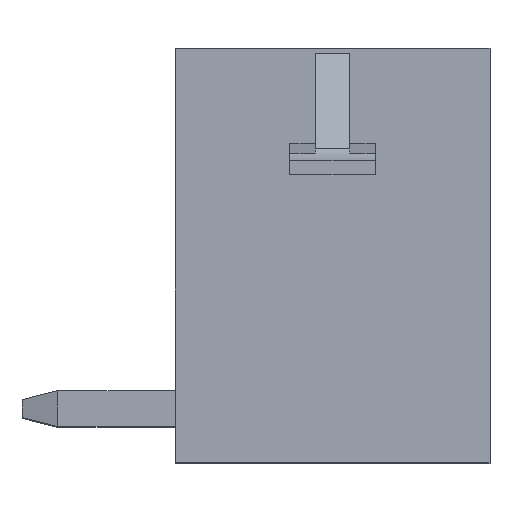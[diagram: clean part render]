
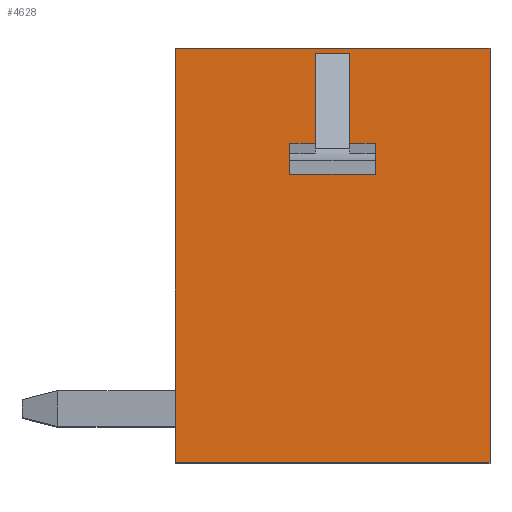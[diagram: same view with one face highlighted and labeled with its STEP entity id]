
A CAD part, top view. The second image highlights one B-rep face of the part: STEP entity #4628.
In plain terms, the highlighted planar face has unit normal (0, 0, 1).
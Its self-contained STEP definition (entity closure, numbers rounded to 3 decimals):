
#984=DIRECTION('',(1.,0.,0.));
#985=VECTOR('',#984,7.);
#986=CARTESIAN_POINT('',(-3.6,-3.853,0.));
#987=LINE('',#986,#985);
#988=DIRECTION('',(0.,-1.,0.));
#989=VECTOR('',#988,9.2);
#990=CARTESIAN_POINT('',(-3.6,5.347,0.));
#991=LINE('',#990,#989);
#992=DIRECTION('',(-1.,0.,0.));
#993=VECTOR('',#992,7.);
#994=CARTESIAN_POINT('',(3.4,5.347,0.));
#995=LINE('',#994,#993);
#996=DIRECTION('',(0.,1.,0.));
#997=VECTOR('',#996,9.2);
#998=CARTESIAN_POINT('',(3.4,-3.853,0.));
#999=LINE('',#998,#997);
#1000=DIRECTION('',(0.,1.,0.));
#1001=VECTOR('',#1000,0.495);
#1002=CARTESIAN_POINT('',(0.85,2.747,0.));
#1003=LINE('',#1002,#1001);
#1004=DIRECTION('',(-1.,0.,0.));
#1005=VECTOR('',#1004,0.76);
#1006=CARTESIAN_POINT('',(0.28,5.244,0.));
#1007=LINE('',#1006,#1005);
#1008=DIRECTION('',(1.,0.,0.));
#1009=VECTOR('',#1008,0.57);
#1010=CARTESIAN_POINT('',(-1.05,3.242,0.));
#1011=LINE('',#1010,#1009);
#1012=DIRECTION('',(0.,1.,0.));
#1013=VECTOR('',#1012,0.495);
#1014=CARTESIAN_POINT('',(-1.05,2.747,0.));
#1015=LINE('',#1014,#1013);
#1016=DIRECTION('',(-1.,0.,0.));
#1017=VECTOR('',#1016,1.9);
#1018=CARTESIAN_POINT('',(0.85,2.747,0.));
#1019=LINE('',#1018,#1017);
#1041=DIRECTION('',(-1.,0.,0.));
#1042=VECTOR('',#1041,0.57);
#1043=CARTESIAN_POINT('',(0.85,3.242,0.));
#1044=LINE('',#1043,#1042);
#1045=DIRECTION('',(0.,-1.,0.));
#1046=VECTOR('',#1045,2.002);
#1047=CARTESIAN_POINT('',(0.28,5.244,0.));
#1048=LINE('',#1047,#1046);
#1112=DIRECTION('',(0.,1.,0.));
#1113=VECTOR('',#1112,2.002);
#1114=CARTESIAN_POINT('',(-0.48,3.242,0.));
#1115=LINE('',#1114,#1113);
#2729=CARTESIAN_POINT('',(-3.6,-3.853,0.));
#2730=CARTESIAN_POINT('',(3.4,-3.853,0.));
#2731=VERTEX_POINT('',#2729);
#2732=VERTEX_POINT('',#2730);
#2733=CARTESIAN_POINT('',(3.4,5.347,0.));
#2734=VERTEX_POINT('',#2733);
#2735=CARTESIAN_POINT('',(-3.6,5.347,0.));
#2736=VERTEX_POINT('',#2735);
#3513=CARTESIAN_POINT('',(0.85,2.747,0.));
#3514=VERTEX_POINT('',#3513);
#3515=CARTESIAN_POINT('',(-1.05,2.747,0.));
#3516=VERTEX_POINT('',#3515);
#3518=CARTESIAN_POINT('',(-0.48,3.242,0.));
#3520=VERTEX_POINT('',#3518);
#3521=CARTESIAN_POINT('',(-0.48,5.244,0.));
#3522=VERTEX_POINT('',#3521);
#3523=CARTESIAN_POINT('',(-1.05,3.242,0.));
#3524=VERTEX_POINT('',#3523);
#3529=CARTESIAN_POINT('',(0.28,5.244,0.));
#3530=CARTESIAN_POINT('',(0.28,3.242,0.));
#3531=VERTEX_POINT('',#3529);
#3532=VERTEX_POINT('',#3530);
#3535=CARTESIAN_POINT('',(0.85,3.242,0.));
#3536=VERTEX_POINT('',#3535);
#4599=CARTESIAN_POINT('',(0.,0.,0.));
#4600=DIRECTION('',(0.,0.,1.));
#4601=DIRECTION('',(1.,0.,0.));
#4602=AXIS2_PLACEMENT_3D('',#4599,#4600,#4601);
#4603=PLANE('',#4602);
#4604=ORIENTED_EDGE('',*,*,#4268,.F.);
#4605=ORIENTED_EDGE('',*,*,#4135,.F.);
#4606=ORIENTED_EDGE('',*,*,#3884,.F.);
#4607=ORIENTED_EDGE('',*,*,#4366,.F.);
#4608=EDGE_LOOP('',(#4604,#4605,#4606,#4607));
#4609=FACE_OUTER_BOUND('',#4608,.F.);
#4611=ORIENTED_EDGE('',*,*,#4610,.T.);
#4613=ORIENTED_EDGE('',*,*,#4612,.T.);
#4615=ORIENTED_EDGE('',*,*,#4614,.F.);
#4617=ORIENTED_EDGE('',*,*,#4616,.T.);
#4619=ORIENTED_EDGE('',*,*,#4618,.F.);
#4621=ORIENTED_EDGE('',*,*,#4620,.F.);
#4623=ORIENTED_EDGE('',*,*,#4622,.F.);
#4625=ORIENTED_EDGE('',*,*,#4624,.F.);
#4626=EDGE_LOOP('',(#4611,#4613,#4615,#4617,#4619,#4621,#4623,#4625));
#4627=FACE_BOUND('',#4626,.F.);
#3884=EDGE_CURVE('',#2734,#2736,#995,.T.);
#4135=EDGE_CURVE('',#2736,#2731,#991,.T.);
#4268=EDGE_CURVE('',#2731,#2732,#987,.T.);
#4366=EDGE_CURVE('',#2732,#2734,#999,.T.);
#4610=EDGE_CURVE('',#3514,#3536,#1003,.T.);
#4612=EDGE_CURVE('',#3536,#3532,#1044,.T.);
#4614=EDGE_CURVE('',#3531,#3532,#1048,.T.);
#4616=EDGE_CURVE('',#3531,#3522,#1007,.T.);
#4618=EDGE_CURVE('',#3520,#3522,#1115,.T.);
#4620=EDGE_CURVE('',#3524,#3520,#1011,.T.);
#4622=EDGE_CURVE('',#3516,#3524,#1015,.T.);
#4624=EDGE_CURVE('',#3514,#3516,#1019,.T.);
#4628=ADVANCED_FACE('',(#4609,#4627),#4603,.T.);
